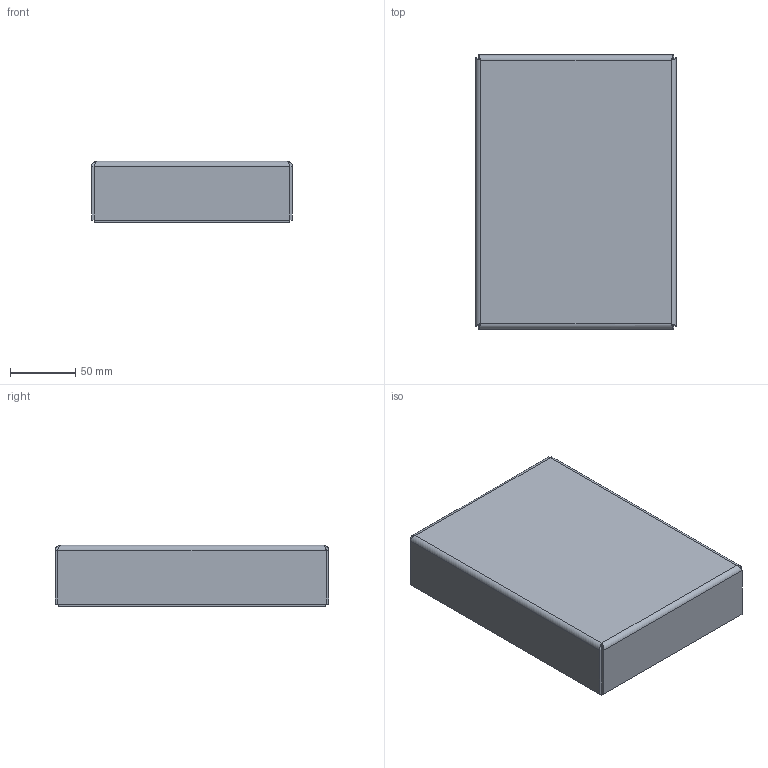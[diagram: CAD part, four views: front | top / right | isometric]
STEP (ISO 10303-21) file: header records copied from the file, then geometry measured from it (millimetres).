
FILE_DESCRIPTION(/* description */ (''),/* implementation_level */ '2;1');
FILE_NAME(/* name */ 'TBSP030210 - Customer.stp',/* time_stamp */ '2014-06-05T14:16:53+02:00',/* author */ ('bs'),/* organization */ (''),/* preprocessor_version */ 'ST-DEVELOPER v15.2',/* originating_system */ 'Autodesk Inventor 2014',/* authorisation */ '');
FILE_SCHEMA (('AUTOMOTIVE_DESIGN { 1 0 10303 214 3 1 1 }'));
Length unit declared in the file: millimetre
Products named in the file (1): TBSP030210 - Customer
Bounding box: 154 x 210 x 47 mm (x, y, z)
Volume: 430757 mm3; surface area: 188433.3 mm2
Topology: 1 solids, 1 shells, 46 faces, 102 edges, 56 vertices
Faces by surface type: plane 28, cylinder 10, bspline 8
Full cylindrical faces by diameter (mm): 6.647 x2
Entity records: 1470 total; most frequent: CARTESIAN_POINT 451, ORIENTED_EDGE 200, DIRECTION 166, EDGE_CURVE 100, LINE 80, VECTOR 80, VERTEX_POINT 56, EDGE_LOOP 52
